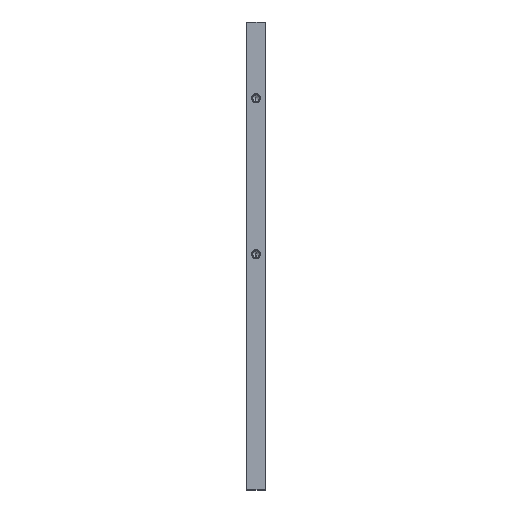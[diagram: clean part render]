
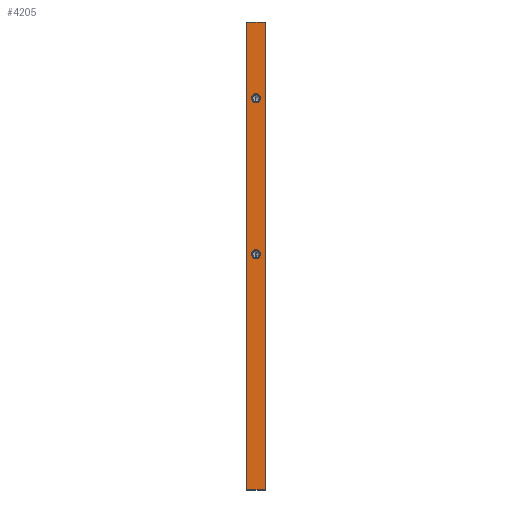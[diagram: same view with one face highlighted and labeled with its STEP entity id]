
A CAD part, left-side view. The second image highlights one B-rep face of the part: STEP entity #4205.
In plain terms, the highlighted planar face has unit normal (-1, 0, 0).
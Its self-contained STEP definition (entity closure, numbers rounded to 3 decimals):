
#33 = DIRECTION ( 'NONE',  ( 0., 0., 1. ) ) ;
#283 = CARTESIAN_POINT ( 'NONE',  ( -150., 6., 54.075 ) ) ;
#371 = LINE ( 'NONE', #1035, #5778 ) ;
#409 = VERTEX_POINT ( 'NONE', #504 ) ;
#421 = LINE ( 'NONE', #4115, #8776 ) ;
#456 = EDGE_LOOP ( 'NONE', ( #5109, #2721 ) ) ;
#504 = CARTESIAN_POINT ( 'NONE',  ( -150., 0., -200. ) ) ;
#588 = EDGE_CURVE ( 'NONE', #5263, #2084, #8226, .T. ) ;
#741 = CARTESIAN_POINT ( 'NONE',  ( -150., 6., -48.825 ) ) ;
#761 = EDGE_LOOP ( 'NONE', ( #5959, #4097 ) ) ;
#833 = LINE ( 'NONE', #968, #2951 ) ;
#968 = CARTESIAN_POINT ( 'NONE',  ( -150., 0., 100. ) ) ;
#1035 = CARTESIAN_POINT ( 'NONE',  ( -150., 12., 100. ) ) ;
#1835 = FACE_BOUND ( 'NONE', #456, .T. ) ;
#1857 = DIRECTION ( 'NONE',  ( -1., 0., 0. ) ) ;
#1879 = FACE_OUTER_BOUND ( 'NONE', #4803, .T. ) ;
#1927 = DIRECTION ( 'NONE',  ( 0., 0., -1. ) ) ;
#2010 = FACE_BOUND ( 'NONE', #761, .T. ) ;
#2034 = CARTESIAN_POINT ( 'NONE',  ( -150., 12., -200. ) ) ;
#2084 = VERTEX_POINT ( 'NONE', #6871 ) ;
#2087 = VERTEX_POINT ( 'NONE', #2034 ) ;
#2384 = ORIENTED_EDGE ( 'NONE', *, *, #4061, .T. ) ;
#2634 = CIRCLE ( 'NONE', #5314, 2.9 ) ;
#2721 = ORIENTED_EDGE ( 'NONE', *, *, #588, .F. ) ;
#2735 = VECTOR ( 'NONE', #7333, 1000. ) ;
#2951 = VECTOR ( 'NONE', #5894, 1000. ) ;
#3030 = EDGE_CURVE ( 'NONE', #3582, #7831, #3186, .T. ) ;
#3186 = CIRCLE ( 'NONE', #8729, 2.9 ) ;
#3286 = DIRECTION ( 'NONE',  ( 0., -1., 0. ) ) ;
#3582 = VERTEX_POINT ( 'NONE', #8232 ) ;
#4061 = EDGE_CURVE ( 'NONE', #2087, #409, #6753, .T. ) ;
#4097 = ORIENTED_EDGE ( 'NONE', *, *, #3030, .F. ) ;
#4115 = CARTESIAN_POINT ( 'NONE',  ( -150., 12., 100. ) ) ;
#4130 = CARTESIAN_POINT ( 'NONE',  ( -150., 0., 100. ) ) ;
#4205 = ADVANCED_FACE ( 'NONE', ( #2010, #1835, #1879 ), #5435, .F. ) ;
#4470 = CARTESIAN_POINT ( 'NONE',  ( -150., 12., -200. ) ) ;
#4624 = ORIENTED_EDGE ( 'NONE', *, *, #8852, .F. ) ;
#4626 = ORIENTED_EDGE ( 'NONE', *, *, #8112, .F. ) ;
#4633 = CARTESIAN_POINT ( 'NONE',  ( -150., 6., -51.725 ) ) ;
#4664 = CARTESIAN_POINT ( 'NONE',  ( -150., 12., 100. ) ) ;
#4696 = DIRECTION ( 'NONE',  ( 1., 0., 0. ) ) ;
#4733 = CARTESIAN_POINT ( 'NONE',  ( -150., 6., 51.175 ) ) ;
#4803 = EDGE_LOOP ( 'NONE', ( #9028, #4624, #4626, #2384 ) ) ;
#4871 = CARTESIAN_POINT ( 'NONE',  ( -150., 12., 100. ) ) ;
#5081 = AXIS2_PLACEMENT_3D ( 'NONE', #741, #6456, #33 ) ;
#5109 = ORIENTED_EDGE ( 'NONE', *, *, #5375, .F. ) ;
#5186 = DIRECTION ( 'NONE',  ( 0., 0., 1. ) ) ;
#5263 = VERTEX_POINT ( 'NONE', #4633 ) ;
#5314 = AXIS2_PLACEMENT_3D ( 'NONE', #4733, #6138, #5608 ) ;
#5375 = EDGE_CURVE ( 'NONE', #2084, #5263, #5634, .T. ) ;
#5435 = PLANE ( 'NONE',  #8789 ) ;
#5608 = DIRECTION ( 'NONE',  ( 0., 0., 1. ) ) ;
#5634 = CIRCLE ( 'NONE', #8935, 2.9 ) ;
#5778 = VECTOR ( 'NONE', #3286, 1000. ) ;
#5894 = DIRECTION ( 'NONE',  ( 0., 0., 1. ) ) ;
#5959 = ORIENTED_EDGE ( 'NONE', *, *, #7998, .F. ) ;
#6138 = DIRECTION ( 'NONE',  ( -1., 0., 0. ) ) ;
#6289 = VERTEX_POINT ( 'NONE', #4130 ) ;
#6456 = DIRECTION ( 'NONE',  ( -1., 0., 0. ) ) ;
#6753 = LINE ( 'NONE', #4470, #2735 ) ;
#6871 = CARTESIAN_POINT ( 'NONE',  ( -150., 6., -45.925 ) ) ;
#6967 = CARTESIAN_POINT ( 'NONE',  ( -150., 6., 51.175 ) ) ;
#6973 = DIRECTION ( 'NONE',  ( 0., 0., 1. ) ) ;
#7072 = VERTEX_POINT ( 'NONE', #4664 ) ;
#7333 = DIRECTION ( 'NONE',  ( 0., -1., 0. ) ) ;
#7576 = DIRECTION ( 'NONE',  ( 0., 0., 1. ) ) ;
#7831 = VERTEX_POINT ( 'NONE', #283 ) ;
#7998 = EDGE_CURVE ( 'NONE', #7831, #3582, #2634, .T. ) ;
#8112 = EDGE_CURVE ( 'NONE', #2087, #7072, #421, .T. ) ;
#8226 = CIRCLE ( 'NONE', #5081, 2.9 ) ;
#8232 = CARTESIAN_POINT ( 'NONE',  ( -150., 6., 48.275 ) ) ;
#8285 = CARTESIAN_POINT ( 'NONE',  ( -150., 6., -48.825 ) ) ;
#8426 = DIRECTION ( 'NONE',  ( -1., 0., 0. ) ) ;
#8729 = AXIS2_PLACEMENT_3D ( 'NONE', #6967, #8426, #5186 ) ;
#8776 = VECTOR ( 'NONE', #6973, 1000. ) ;
#8789 = AXIS2_PLACEMENT_3D ( 'NONE', #4871, #4696, #1927 ) ;
#8852 = EDGE_CURVE ( 'NONE', #7072, #6289, #371, .T. ) ;
#8935 = AXIS2_PLACEMENT_3D ( 'NONE', #8285, #1857, #7576 ) ;
#9028 = ORIENTED_EDGE ( 'NONE', *, *, #9155, .T. ) ;
#9155 = EDGE_CURVE ( 'NONE', #409, #6289, #833, .T. ) ;
